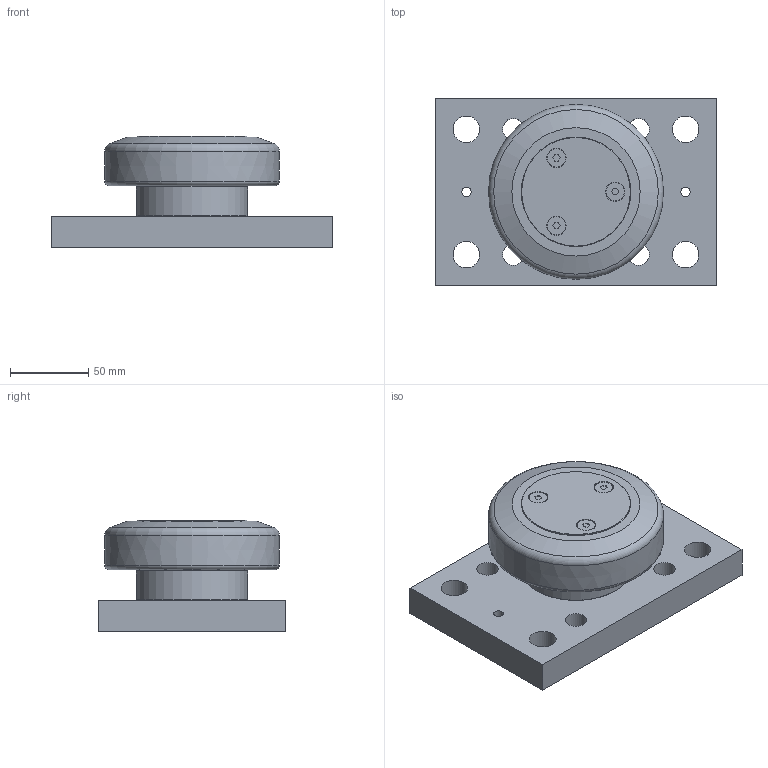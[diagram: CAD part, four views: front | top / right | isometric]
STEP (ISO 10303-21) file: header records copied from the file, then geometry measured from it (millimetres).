
FILE_DESCRIPTION(/* description */ ('-','CAx-IF Rec.Pracs.---Representation and Presentation of Product Manufacturing Information (PMI)---4.0---2014-10-13'),/* implementation_level */ '2;1');
FILE_NAME(/* name */ '21337615-3815-4405-97c4-00faf59fda26.stp',/* time_stamp */ '2020-04-01T16:20:07+02:00',/* author */ ('-'),/* organization */ ('NTI CADcenter A/S'),/* preprocessor_version */ 'ST-DEVELOPER v18',/* originating_system */ 'Autodesk Inventor 2020',/* authorisation */ '-');
FILE_SCHEMA (('AP242_MANAGED_MODEL_BASED_3D_ENGINEERING_MIM_LF { 1 0 10303 442 1 1 4 }'));
Length unit declared in the file: millimetre
Products named in the file (1): PT 110.0460 BR1100_Kontur
Bounding box: 180 x 120 x 71.5 mm (x, y, z)
Volume: 771289.8 mm3; surface area: 85744.2 mm2
Topology: 1 solids, 1 shells, 63 faces, 155 edges, 107 vertices
Faces by surface type: plane 37, cylinder 19, cone 4, torus 2, bspline 1
Full cylindrical faces by diameter (mm): 6 x2, 11.7 x3, 12.4 x3, 13.835 x4, 17 x4, 70 x1, 70.5 x1, 71 x1
Entity records: 2006 total; most frequent: CARTESIAN_POINT 352, DIRECTION 347, ORIENTED_EDGE 310, EDGE_CURVE 155, AXIS2_PLACEMENT_3D 129, VERTEX_POINT 107, EDGE_LOOP 96, LINE 89
